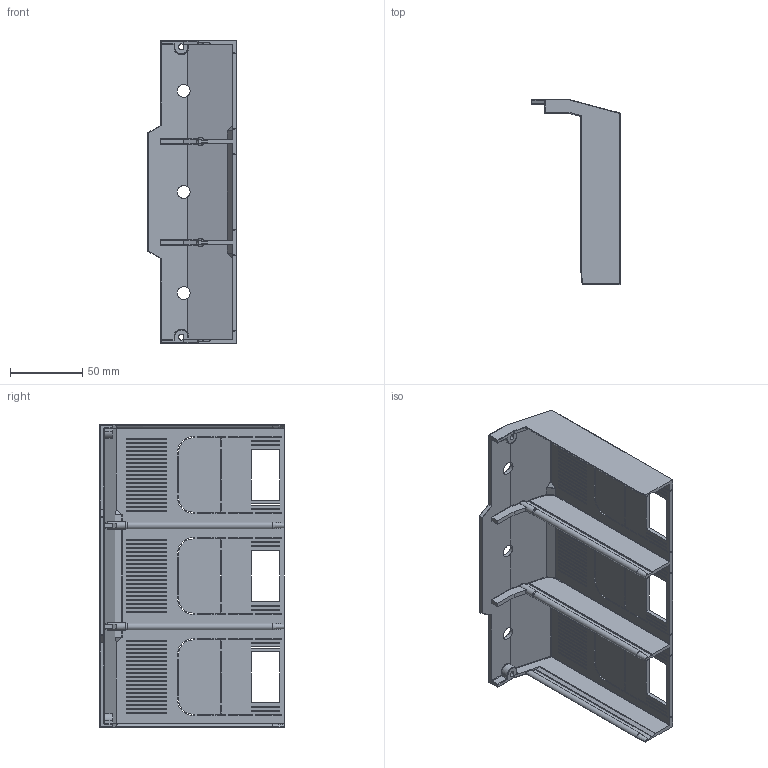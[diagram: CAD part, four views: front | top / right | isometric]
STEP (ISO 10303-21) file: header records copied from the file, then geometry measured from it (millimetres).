
FILE_DESCRIPTION(/* description */ (''),/* implementation_level */ '2;1');
FILE_NAME(/* name */ 'FILE_STP_CAD_DRAWING_3D_P5X833S_prt.stp',/* time_stamp */ '2025-07-28T15:34:22+02:00',/* author */ (''),/* organization */ (''),/* preprocessor_version */ 'ST-DEVELOPER v20',/* originating_system */ 'SIEMENS PLM Software NX2406.8500',/* authorisation */ '');
FILE_SCHEMA (('AUTOMOTIVE_DESIGN { 1 0 10303 214 3 1 1 1 }'));
Length unit declared in the file: millimetre
Products named in the file (1): 3D_P5X833S
Bounding box: 61.5 x 127.8 x 209.6 mm (x, y, z)
Surface area: 105309.6 mm2 (no closed solid volume)
Topology: 0 solids, 1 shells, 793 faces, 2394 edges, 1534 vertices
Faces by surface type: plane 520, cylinder 171, sphere 39, bspline 36, torus 21, cone 6
Entity records: 30814 total; most frequent: CARTESIAN_POINT 9362, ORIENTED_EDGE 4732, DIRECTION 3998, EDGE_CURVE 2366, LINE 1798, VECTOR 1798, VERTEX_POINT 1533, AXIS2_PLACEMENT_3D 1100
